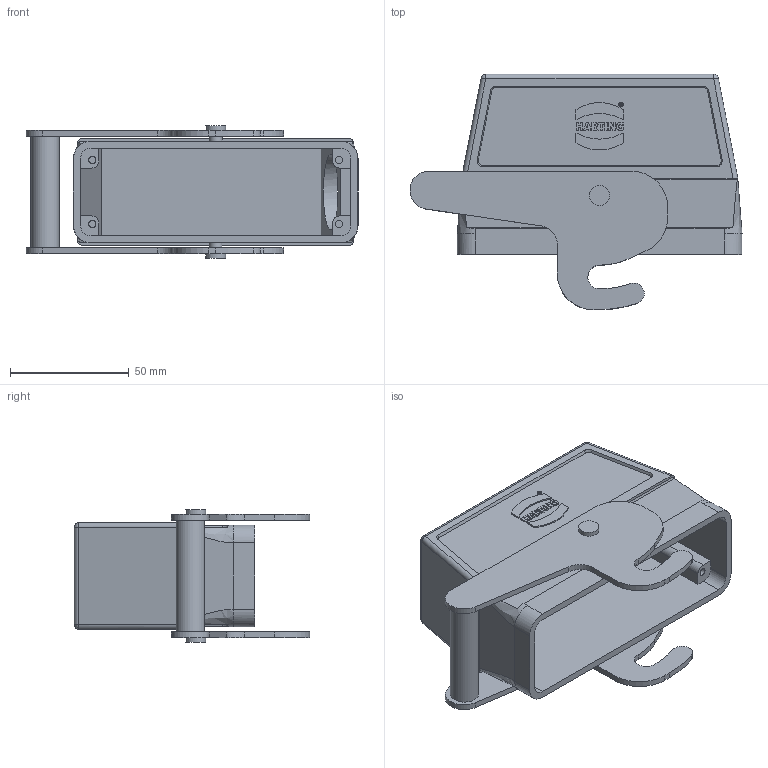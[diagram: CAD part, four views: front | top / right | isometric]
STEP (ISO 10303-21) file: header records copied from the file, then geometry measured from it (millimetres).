
FILE_DESCRIPTION(/* description */ (''),/* implementation_level */ '2;1');
FILE_NAME(/* name */ '100196522ugm000_b.stp',/* time_stamp */ '2017-10-30T09:11:35+01:00',/* author */ (''),/* organization */ (''),/* preprocessor_version */ 'ST-DEVELOPER v16',/* originating_system */ 'SIEMENS PLM Software NX 10.0',/* authorisation */ '');
FILE_SCHEMA (('AUTOMOTIVE_DESIGN { 1 0 10303 214 3 1 1 1 }'));
Length unit declared in the file: millimetre
Products named in the file (1): 100196522ugm000_b
Bounding box: 139.97 x 99.25 x 56 mm (x, y, z)
Volume: 106877.2 mm3; surface area: 69543.4 mm2
Topology: 1 solids, 1 shells, 268 faces, 697 edges, 458 vertices
Faces by surface type: plane 176, cylinder 51, bspline 25, cone 16
Full cylindrical faces by diameter (mm): 1.507 x1, 1.972 x1, 3 x4, 5.45 x2, 8.5 x2, 12 x1, 32 x1
Entity records: 10623 total; most frequent: CARTESIAN_POINT 2947, ORIENTED_EDGE 1362, DIRECTION 1233, EDGE_CURVE 681, LINE 471, VECTOR 471, VERTEX_POINT 454, AXIS2_PLACEMENT_3D 381
